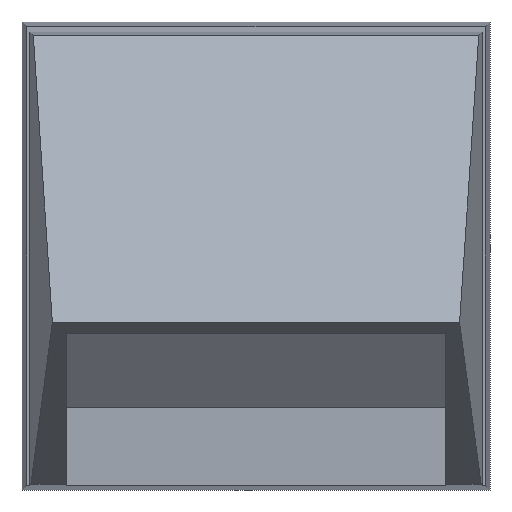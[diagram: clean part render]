
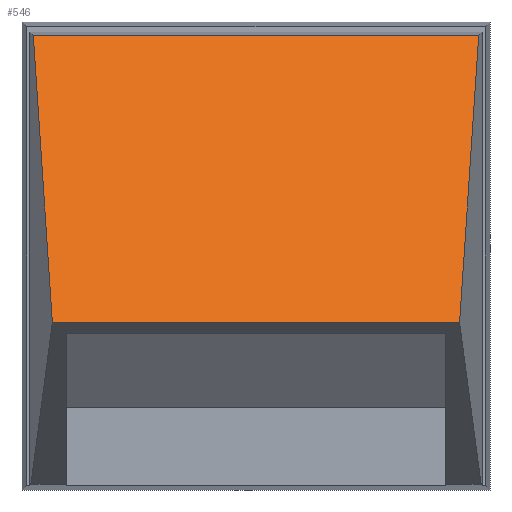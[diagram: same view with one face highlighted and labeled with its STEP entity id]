
A CAD part, front view. The second image highlights one B-rep face of the part: STEP entity #546.
In plain terms, the highlighted planar face has unit normal (0, -0.797, 0.604).
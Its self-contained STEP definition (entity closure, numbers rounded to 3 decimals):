
#34=FACE_OUTER_BOUND('',#63,.T.);
#63=EDGE_LOOP('',(#448,#449,#450,#451));
#129=LINE('',#852,#204);
#131=LINE('',#858,#206);
#134=LINE('',#862,#209);
#135=LINE('',#863,#210);
#204=VECTOR('',#695,10.);
#206=VECTOR('',#699,10.);
#209=VECTOR('',#704,10.);
#210=VECTOR('',#705,10.);
#261=VERTEX_POINT('',#846);
#263=VERTEX_POINT('',#850);
#265=VERTEX_POINT('',#855);
#266=VERTEX_POINT('',#857);
#329=EDGE_CURVE('',#263,#261,#129,.T.);
#331=EDGE_CURVE('',#265,#266,#131,.T.);
#334=EDGE_CURVE('',#261,#265,#134,.T.);
#335=EDGE_CURVE('',#266,#263,#135,.T.);
#448=ORIENTED_EDGE('',*,*,#334,.F.);
#449=ORIENTED_EDGE('',*,*,#329,.F.);
#450=ORIENTED_EDGE('',*,*,#335,.F.);
#451=ORIENTED_EDGE('',*,*,#331,.F.);
#517=PLANE('',#591);
#546=ADVANCED_FACE('',(#34),#517,.F.);
#591=AXIS2_PLACEMENT_3D('',#861,#702,#703);
#695=DIRECTION('',(-0.053,0.603,0.796));
#699=DIRECTION('',(-0.053,-0.603,-0.796));
#702=DIRECTION('center_axis',(0.,0.797,-0.604));
#703=DIRECTION('ref_axis',(0.,0.604,0.797));
#704=DIRECTION('',(1.,0.,0.));
#705=DIRECTION('',(-1.,0.,0.));
#846=CARTESIAN_POINT('',(-85.42,-35.645,84.507));
#850=CARTESIAN_POINT('',(-78.1,-119.,-25.399));
#852=CARTESIAN_POINT('',(-78.402,-115.563,-20.867));
#855=CARTESIAN_POINT('',(85.418,-35.645,84.507));
#857=CARTESIAN_POINT('',(78.086,-119.,-25.399));
#858=CARTESIAN_POINT('',(76.51,-136.923,-49.031));
#861=CARTESIAN_POINT('Origin',(-102.7,-119.,-25.399));
#862=CARTESIAN_POINT('',(-102.7,-35.645,84.507));
#863=CARTESIAN_POINT('',(-90.4,-119.,-25.399));
